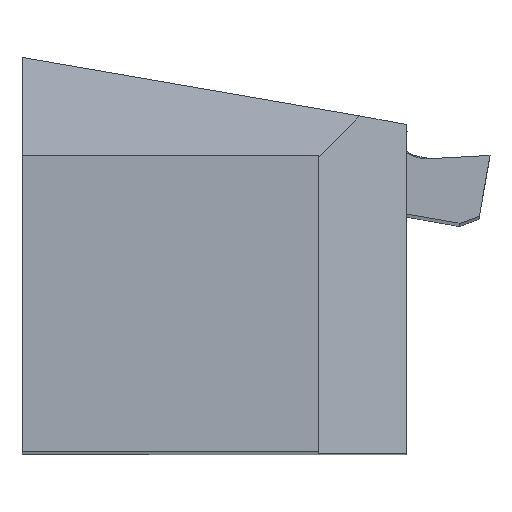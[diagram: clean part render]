
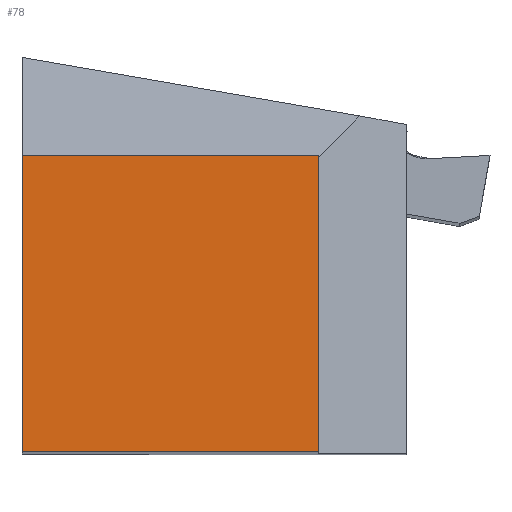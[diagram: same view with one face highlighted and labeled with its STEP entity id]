
A CAD part, top view. The second image highlights one B-rep face of the part: STEP entity #78.
In plain terms, the highlighted planar face has unit normal (0, 0, 1).
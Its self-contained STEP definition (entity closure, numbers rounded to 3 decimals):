
#78=ADVANCED_FACE('',(#160),#120,.T.);
#120=PLANE('',#846);
#160=FACE_OUTER_BOUND('',#202,.T.);
#202=EDGE_LOOP('',(#244,#245,#246,#247));
#244=ORIENTED_EDGE('',*,*,#535,.F.);
#245=ORIENTED_EDGE('',*,*,#536,.T.);
#246=ORIENTED_EDGE('',*,*,#537,.T.);
#247=ORIENTED_EDGE('',*,*,#538,.F.);
#462=VERTEX_POINT('',#1066);
#463=VERTEX_POINT('',#1067);
#464=VERTEX_POINT('',#1069);
#465=VERTEX_POINT('',#1071);
#535=EDGE_CURVE('',#462,#463,#644,.T.);
#536=EDGE_CURVE('',#462,#464,#645,.T.);
#537=EDGE_CURVE('',#464,#465,#646,.T.);
#538=EDGE_CURVE('',#463,#465,#647,.T.);
#644=LINE('',#1065,#731);
#645=LINE('',#1068,#732);
#646=LINE('',#1070,#733);
#647=LINE('',#1072,#734);
#731=VECTOR('',#894,1.);
#732=VECTOR('',#895,1.);
#733=VECTOR('',#896,1.);
#734=VECTOR('',#897,1.);
#846=AXIS2_PLACEMENT_3D('',#1073,#898,#899);
#894=DIRECTION('',(0.,1.,0.));
#895=DIRECTION('',(1.,0.,0.));
#896=DIRECTION('',(0.,1.,0.));
#897=DIRECTION('',(1.,0.,0.));
#898=DIRECTION('',(0.,0.,1.));
#899=DIRECTION('',(0.,-1.,0.));
#1065=CARTESIAN_POINT('',(-12.45,-49.8,106.));
#1066=CARTESIAN_POINT('',(-12.45,-24.9,106.));
#1067=CARTESIAN_POINT('',(-12.45,0.,106.));
#1068=CARTESIAN_POINT('',(-23.1,-24.9,106.));
#1069=CARTESIAN_POINT('',(12.45,-24.9,106.));
#1070=CARTESIAN_POINT('',(12.45,-49.8,106.));
#1071=CARTESIAN_POINT('',(12.45,0.,106.));
#1072=CARTESIAN_POINT('',(-23.1,0.,106.));
#1073=CARTESIAN_POINT('',(12.45,-49.8,106.));
